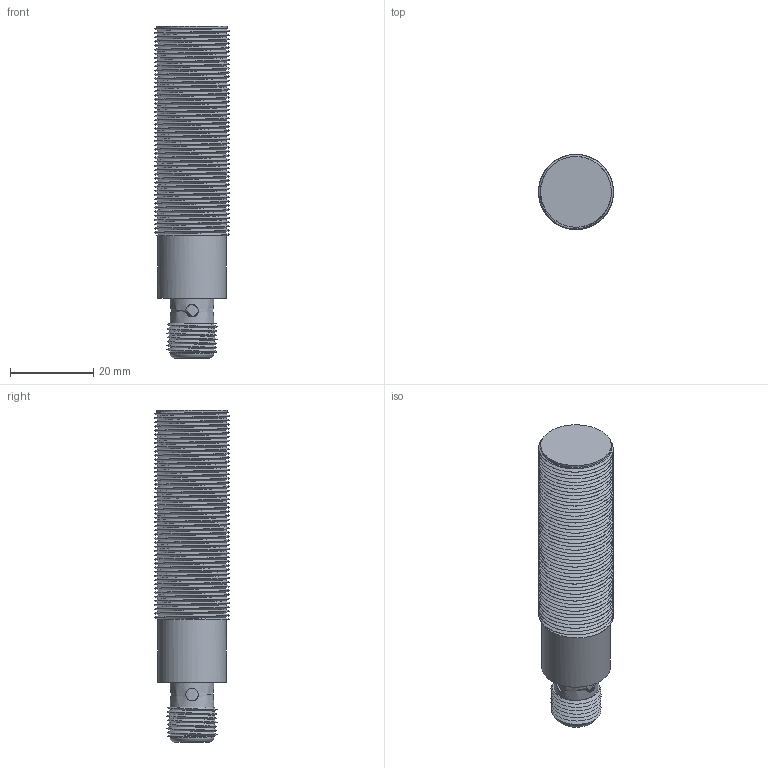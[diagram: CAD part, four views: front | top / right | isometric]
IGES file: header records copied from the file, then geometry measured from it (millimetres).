
Global section: file name: M18_B_STECKER_I1CF-M1808N-OEU4; native system: Autodesk Inventor 2021; preprocessor: unknown; author: S. Sandt; organization: di-soric GmbH & Co. KG; date: 20210812.074757; units: millimetre
Bounding box: 18 x 18 x 79.9 mm (x, y, z)
Volume: 7070.8 mm3; surface area: 10907.2 mm2
Topology: 1 solids, 3 shells, 57 faces, 140 edges, 101 vertices
Faces by surface type: bspline 57
